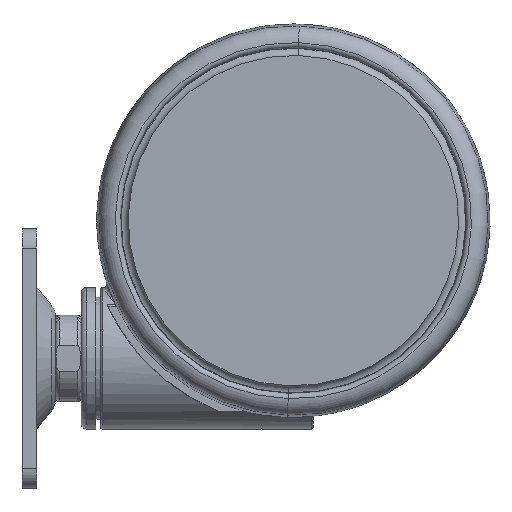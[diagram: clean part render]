
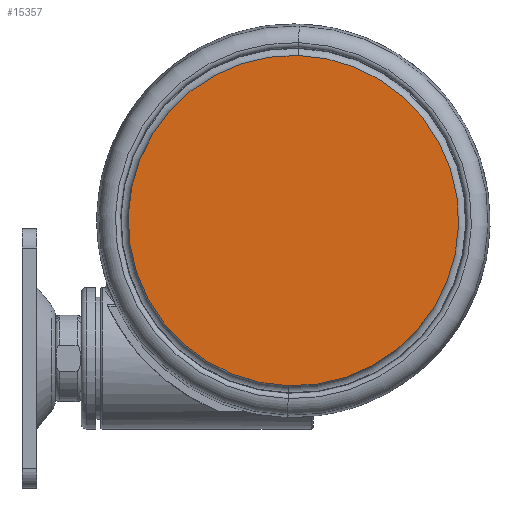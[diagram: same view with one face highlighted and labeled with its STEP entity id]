
A CAD part, left-side view. The second image highlights one B-rep face of the part: STEP entity #15357.
In plain terms, the highlighted face is planar.
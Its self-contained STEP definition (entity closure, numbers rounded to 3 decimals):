
#304 = FACE_OUTER_BOUND ( 'NONE', #21217, .T. ) ;
#2920 = ORIENTED_EDGE ( 'NONE', *, *, #63986, .T. ) ;
#3429 = AXIS2_PLACEMENT_3D ( 'NONE', #75767, #39644, #3452 ) ;
#3452 = DIRECTION ( 'NONE',  ( -0.971, -0.238, 0. ) ) ;
#4414 = VERTEX_POINT ( 'NONE', #38051 ) ;
#6013 = ORIENTED_EDGE ( 'NONE', *, *, #78352, .T. ) ;
#7413 = CIRCLE ( 'NONE', #3429, 42. ) ;
#10913 = AXIS2_PLACEMENT_3D ( 'NONE', #21478, #28332, #70573 ) ;
#15357 = ADVANCED_FACE ( 'NONE', ( #304 ), #64483, .F. ) ;
#20072 = DIRECTION ( 'NONE',  ( 0., 0., -1. ) ) ;
#21217 = EDGE_LOOP ( 'NONE', ( #6013, #2920 ) ) ;
#21478 = CARTESIAN_POINT ( 'NONE',  ( 0., 0., -65.2 ) ) ;
#23253 = VERTEX_POINT ( 'NONE', #73274 ) ;
#28332 = DIRECTION ( 'NONE',  ( 0., 0., 1. ) ) ;
#34290 = CIRCLE ( 'NONE', #49369, 42. ) ;
#38051 = CARTESIAN_POINT ( 'NONE',  ( 40.789, 10.014, -65.2 ) ) ;
#39644 = DIRECTION ( 'NONE',  ( 0., 0., -1. ) ) ;
#49369 = AXIS2_PLACEMENT_3D ( 'NONE', #56294, #20072, #62335 ) ;
#56294 = CARTESIAN_POINT ( 'NONE',  ( 0., 0., -65.2 ) ) ;
#62335 = DIRECTION ( 'NONE',  ( -0.971, -0.238, 0. ) ) ;
#63986 = EDGE_CURVE ( 'NONE', #4414, #23253, #7413, .T. ) ;
#64483 = PLANE ( 'NONE',  #10913 ) ;
#70573 = DIRECTION ( 'NONE',  ( 0.971, 0.238, 0. ) ) ;
#73274 = CARTESIAN_POINT ( 'NONE',  ( -40.789, -10.014, -65.2 ) ) ;
#75767 = CARTESIAN_POINT ( 'NONE',  ( 0., 0., -65.2 ) ) ;
#78352 = EDGE_CURVE ( 'NONE', #23253, #4414, #34290, .T. ) ;
